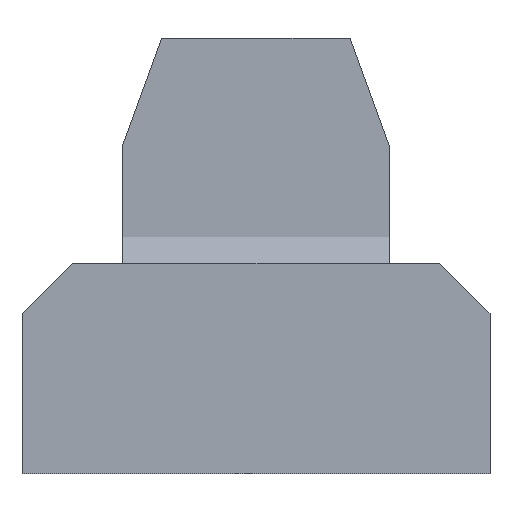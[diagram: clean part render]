
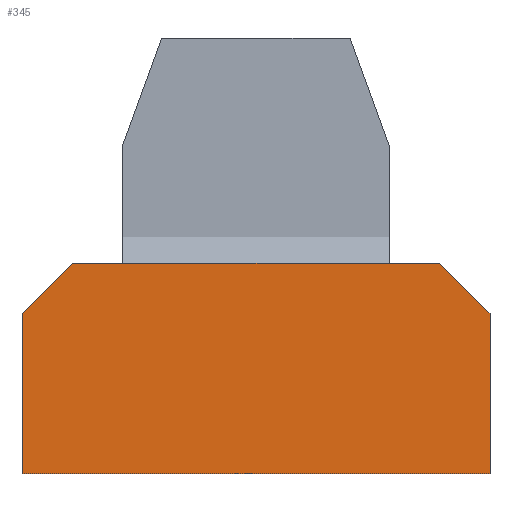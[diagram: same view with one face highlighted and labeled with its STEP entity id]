
A CAD part, top view. The second image highlights one B-rep face of the part: STEP entity #345.
In plain terms, the highlighted free-form (B-spline) face has degree [1, 1] with [2, 2] control points.
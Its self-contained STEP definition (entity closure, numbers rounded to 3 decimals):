
#35=CARTESIAN_POINT('',(140.313,79.19,2.46));
#36=VERTEX_POINT('',#35);
#37=CARTESIAN_POINT('',(146.363,79.19,2.46));
#38=VERTEX_POINT('',#37);
#39=CARTESIAN_POINT('',(140.313,79.19,2.46));
#40=CARTESIAN_POINT('',(146.363,79.19,2.46));
#41=B_SPLINE_CURVE_WITH_KNOTS('',1,(#39,#40),.POLYLINE_FORM.,.F.,.U.,(2,2),(0.,1.),.UNSPECIFIED.);
#42=EDGE_CURVE('',#36,#38,#41,.T.);
#200=CARTESIAN_POINT('',(152.363,73.19,2.46));
#201=VERTEX_POINT('',#200);
#202=CARTESIAN_POINT('',(146.363,79.19,2.46));
#203=CARTESIAN_POINT('',(152.363,73.19,2.46));
#204=B_SPLINE_CURVE_WITH_KNOTS('',1,(#202,#203),.POLYLINE_FORM.,.F.,.U.,(2,2),(0.,1.),.UNSPECIFIED.);
#205=EDGE_CURVE('',#38,#201,#204,.T.);
#221=CARTESIAN_POINT('',(152.363,53.99,2.46));
#222=VERTEX_POINT('',#221);
#230=CARTESIAN_POINT('',(152.363,53.99,2.46));
#231=CARTESIAN_POINT('',(152.363,73.19,2.46));
#232=B_SPLINE_CURVE_WITH_KNOTS('',1,(#230,#231),.POLYLINE_FORM.,.F.,.U.,(2,2),(0.,1.),.UNSPECIFIED.);
#233=EDGE_CURVE('',#222,#201,#232,.T.);
#243=CARTESIAN_POINT('',(96.263,53.99,2.46));
#244=VERTEX_POINT('',#243);
#252=CARTESIAN_POINT('',(96.263,53.99,2.46));
#253=CARTESIAN_POINT('',(152.363,53.99,2.46));
#254=B_SPLINE_CURVE_WITH_KNOTS('',1,(#252,#253),.POLYLINE_FORM.,.F.,.U.,(2,2),(0.,1.),.UNSPECIFIED.);
#255=EDGE_CURVE('',#244,#222,#254,.T.);
#266=CARTESIAN_POINT('',(96.263,73.19,2.46));
#267=VERTEX_POINT('',#266);
#268=CARTESIAN_POINT('',(96.263,53.99,2.46));
#269=CARTESIAN_POINT('',(96.263,73.19,2.46));
#270=B_SPLINE_CURVE_WITH_KNOTS('',1,(#268,#269),.POLYLINE_FORM.,.F.,.U.,(2,2),(0.,1.),.UNSPECIFIED.);
#271=EDGE_CURVE('',#244,#267,#270,.T.);
#287=CARTESIAN_POINT('',(102.263,79.19,2.46));
#288=VERTEX_POINT('',#287);
#296=CARTESIAN_POINT('',(102.263,79.19,2.46));
#297=CARTESIAN_POINT('',(96.263,73.19,2.46));
#298=B_SPLINE_CURVE_WITH_KNOTS('',1,(#296,#297),.POLYLINE_FORM.,.F.,.U.,(2,2),(0.,1.),.UNSPECIFIED.);
#299=EDGE_CURVE('',#288,#267,#298,.T.);
#311=CARTESIAN_POINT('',(108.313,79.19,2.46));
#312=VERTEX_POINT('',#311);
#313=CARTESIAN_POINT('',(108.313,79.19,2.46));
#314=CARTESIAN_POINT('',(102.263,79.19,2.46));
#315=B_SPLINE_CURVE_WITH_KNOTS('',1,(#313,#314),.POLYLINE_FORM.,.F.,.U.,(2,2),(0.,1.),.UNSPECIFIED.);
#316=EDGE_CURVE('',#312,#288,#315,.T.);
#326=CARTESIAN_POINT('',(155.063,35.84,2.46));
#327=CARTESIAN_POINT('',(93.563,35.84,2.46));
#328=CARTESIAN_POINT('',(155.063,97.34,2.46));
#329=CARTESIAN_POINT('',(93.563,97.34,2.46));
#330=B_SPLINE_SURFACE_WITH_KNOTS('',1,1,((#326,#327),(#328,#329)),.PLANE_SURF.,.F.,.F.,.U.,(2,2),(2,2),(0.,1.),(0.,1.),.UNSPECIFIED.);
#331=ORIENTED_EDGE('',*,*,#255,.T.);
#332=ORIENTED_EDGE('',*,*,#233,.T.);
#333=ORIENTED_EDGE('',*,*,#205,.F.);
#334=ORIENTED_EDGE('',*,*,#42,.F.);
#335=CARTESIAN_POINT('',(140.313,79.19,2.46));
#336=CARTESIAN_POINT('',(108.313,79.19,2.46));
#337=B_SPLINE_CURVE_WITH_KNOTS('',1,(#335,#336),.POLYLINE_FORM.,.F.,.U.,(2,2),(0.,1.),.UNSPECIFIED.);
#338=EDGE_CURVE('',#36,#312,#337,.T.);
#339=ORIENTED_EDGE('',*,*,#338,.T.);
#340=ORIENTED_EDGE('',*,*,#316,.T.);
#341=ORIENTED_EDGE('',*,*,#299,.T.);
#342=ORIENTED_EDGE('',*,*,#271,.F.);
#343=EDGE_LOOP('',(#331,#332,#333,#334,#339,#340,#341,#342));
#344=FACE_OUTER_BOUND('',#343,.T.);
#345=ADVANCED_FACE('',(#344),#330,.T.);
